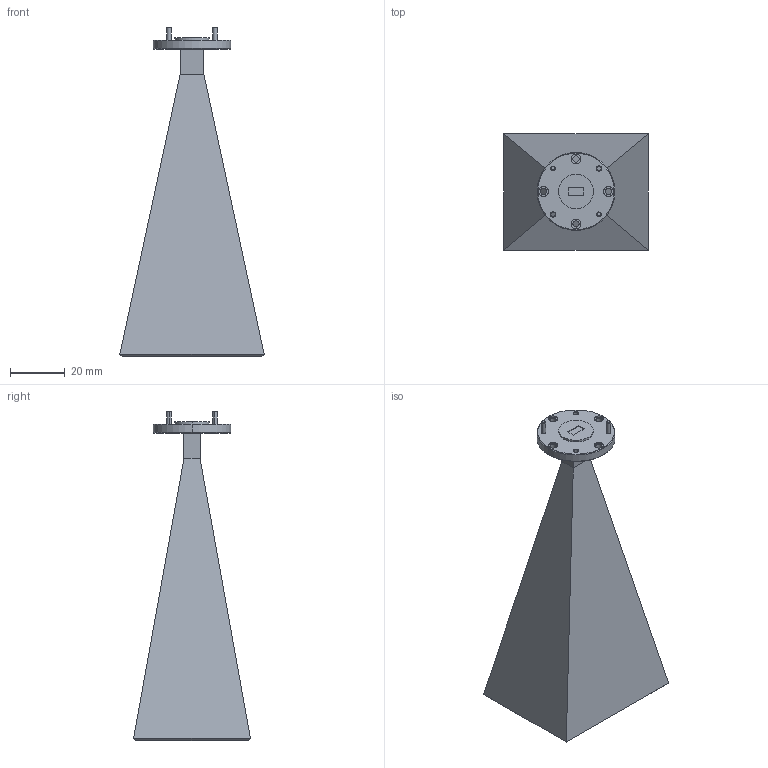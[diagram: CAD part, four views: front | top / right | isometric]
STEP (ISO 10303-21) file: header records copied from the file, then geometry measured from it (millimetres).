
FILE_DESCRIPTION (( 'STEP AP203' ), '1' );
FILE_NAME ('SAZ-2410-22-S1.STEP', '2019-02-07T19:13:23', ( '' ), ( '' ), 'SwSTEP 2.0', 'SolidWorks 2016', '' );
FILE_SCHEMA (( 'CONFIG_CONTROL_DESIGN' ));
Length unit declared in the file: inch
Products named in the file (1): SAZ-2410-22-S1
Bounding box: 52.98 x 42.87 x 120.74 mm (x, y, z)
Volume: 95797.7 mm3; surface area: 15915.5 mm2
Topology: 3 solids, 3 shells, 81 faces, 180 edges, 112 vertices
Faces by surface type: cylinder 32, plane 29, cone 20
Entity records: 2353 total; most frequent: DIRECTION 428, CARTESIAN_POINT 374, ORIENTED_EDGE 360, EDGE_CURVE 180, AXIS2_PLACEMENT_3D 166, VERTEX_POINT 112, EDGE_LOOP 104, VECTOR 96
